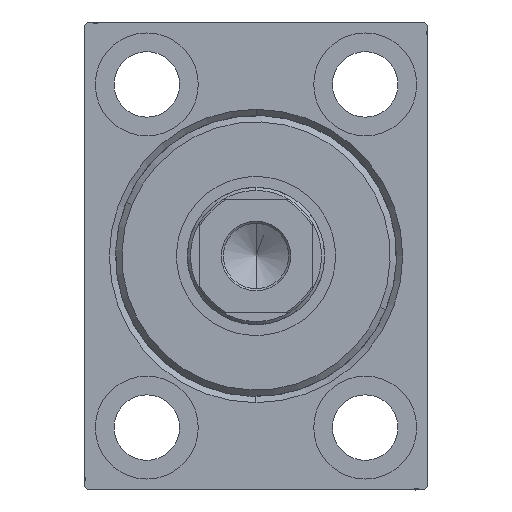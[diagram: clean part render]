
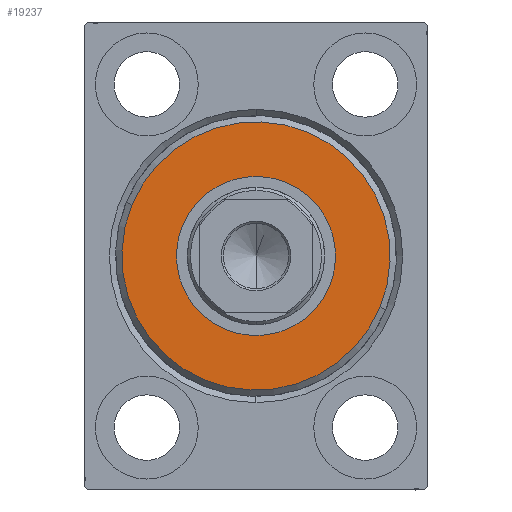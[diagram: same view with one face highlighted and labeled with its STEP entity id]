
A CAD part, left-side view. The second image highlights one B-rep face of the part: STEP entity #19237.
In plain terms, the highlighted face is planar.
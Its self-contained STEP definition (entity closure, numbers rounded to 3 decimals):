
#1016 = DIRECTION ( 'NONE',  ( 0., 0., -1. ) ) ;
#2096 = DIRECTION ( 'NONE',  ( 0., 0., -1. ) ) ;
#3056 = CARTESIAN_POINT ( 'NONE',  ( 3., 0., 12.75 ) ) ;
#3057 = CARTESIAN_POINT ( 'NONE',  ( 3., 0., 0. ) ) ;
#3206 = DIRECTION ( 'NONE',  ( 0., 0., -1. ) ) ;
#4566 = CARTESIAN_POINT ( 'NONE',  ( 3., 0., 0. ) ) ;
#4975 = EDGE_CURVE ( 'NONE', #8744, #7540, #18408, .T. ) ;
#6742 = CARTESIAN_POINT ( 'NONE',  ( 3., 0., 0. ) ) ;
#6989 = DIRECTION ( 'NONE',  ( 0., 0., -1. ) ) ;
#7540 = VERTEX_POINT ( 'NONE', #41945 ) ;
#8744 = VERTEX_POINT ( 'NONE', #37696 ) ;
#8996 = AXIS2_PLACEMENT_3D ( 'NONE', #4566, #14085, #1016 ) ;
#10318 = DIRECTION ( 'NONE',  ( 1., 0., 0. ) ) ;
#13950 = VERTEX_POINT ( 'NONE', #23686 ) ;
#14085 = DIRECTION ( 'NONE',  ( 1., 0., 0. ) ) ;
#16895 = ORIENTED_EDGE ( 'NONE', *, *, #35551, .T. ) ;
#16976 = DIRECTION ( 'NONE',  ( -1., 0., 0. ) ) ;
#17612 = FACE_BOUND ( 'NONE', #39033, .T. ) ;
#18175 = EDGE_CURVE ( 'NONE', #7540, #8744, #43598, .T. ) ;
#18408 = CIRCLE ( 'NONE', #43167, 21.5 ) ;
#18935 = ORIENTED_EDGE ( 'NONE', *, *, #26113, .T. ) ;
#19237 = ADVANCED_FACE ( 'NONE', ( #34671, #17612 ), #21170, .T. ) ;
#21170 = PLANE ( 'NONE',  #8996 ) ;
#22840 = AXIS2_PLACEMENT_3D ( 'NONE', #3057, #16976, #26759 ) ;
#23686 = CARTESIAN_POINT ( 'NONE',  ( 3., 0., -12.75 ) ) ;
#24519 = AXIS2_PLACEMENT_3D ( 'NONE', #26226, #43059, #2096 ) ;
#26111 = CARTESIAN_POINT ( 'NONE',  ( 3., 0., 0. ) ) ;
#26113 = EDGE_CURVE ( 'NONE', #13950, #43291, #30627, .T. ) ;
#26226 = CARTESIAN_POINT ( 'NONE',  ( 3., 0., 0. ) ) ;
#26759 = DIRECTION ( 'NONE',  ( 0., 0., -1. ) ) ;
#26939 = ORIENTED_EDGE ( 'NONE', *, *, #18175, .T. ) ;
#28645 = CIRCLE ( 'NONE', #34283, 12.75 ) ;
#30627 = CIRCLE ( 'NONE', #22840, 12.75 ) ;
#33535 = DIRECTION ( 'NONE',  ( -1., 0., 0. ) ) ;
#34283 = AXIS2_PLACEMENT_3D ( 'NONE', #6742, #33535, #3206 ) ;
#34671 = FACE_OUTER_BOUND ( 'NONE', #35733, .T. ) ;
#35551 = EDGE_CURVE ( 'NONE', #43291, #13950, #28645, .T. ) ;
#35733 = EDGE_LOOP ( 'NONE', ( #36390, #26939 ) ) ;
#36390 = ORIENTED_EDGE ( 'NONE', *, *, #4975, .T. ) ;
#37696 = CARTESIAN_POINT ( 'NONE',  ( 3., 0., 21.5 ) ) ;
#39033 = EDGE_LOOP ( 'NONE', ( #16895, #18935 ) ) ;
#41945 = CARTESIAN_POINT ( 'NONE',  ( 3., 0., -21.5 ) ) ;
#43059 = DIRECTION ( 'NONE',  ( 1., 0., 0. ) ) ;
#43167 = AXIS2_PLACEMENT_3D ( 'NONE', #26111, #10318, #6989 ) ;
#43291 = VERTEX_POINT ( 'NONE', #3056 ) ;
#43598 = CIRCLE ( 'NONE', #24519, 21.5 ) ;
